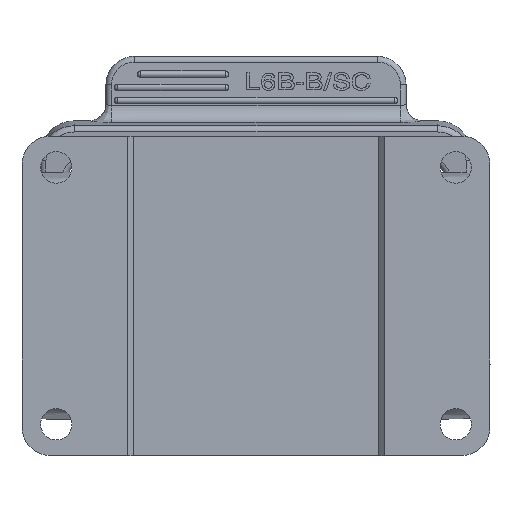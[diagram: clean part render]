
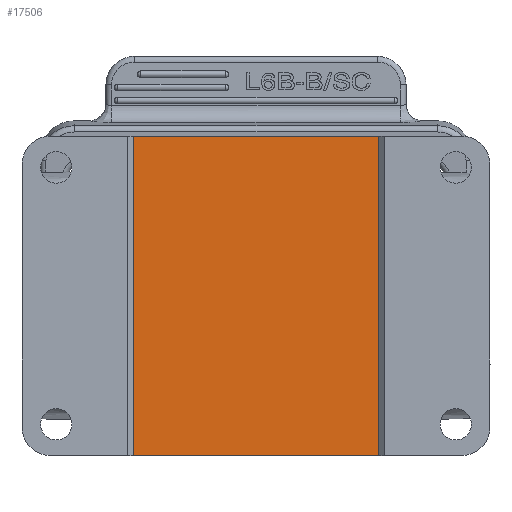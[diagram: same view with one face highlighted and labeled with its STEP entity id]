
A CAD part, front view. The second image highlights one B-rep face of the part: STEP entity #17506.
In plain terms, the highlighted planar face has unit normal (0, -1, 0).
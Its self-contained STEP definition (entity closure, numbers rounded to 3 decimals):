
#1457=DIRECTION('',(1.,0.,0.));
#1458=VECTOR('',#1457,43.);
#1459=CARTESIAN_POINT('',(20.5,1.,-56.));
#1460=LINE('',#1459,#1458);
#1859=DIRECTION('',(-1.,0.,0.));
#1860=VECTOR('',#1859,43.);
#1861=CARTESIAN_POINT('',(63.5,1.,0.));
#1862=LINE('',#1861,#1860);
#1909=DIRECTION('',(0.,0.,1.));
#1910=VECTOR('',#1909,56.);
#1911=CARTESIAN_POINT('',(63.5,1.,-56.));
#1912=LINE('',#1911,#1910);
#1913=DIRECTION('',(0.,0.,1.));
#1914=VECTOR('',#1913,56.);
#1915=CARTESIAN_POINT('',(20.5,1.,-56.));
#1916=LINE('',#1915,#1914);
#12324=CARTESIAN_POINT('',(20.5,1.,-56.));
#12325=VERTEX_POINT('',#12324);
#12326=CARTESIAN_POINT('',(63.5,1.,-56.));
#12327=VERTEX_POINT('',#12326);
#12406=CARTESIAN_POINT('',(63.5,1.,0.));
#12407=VERTEX_POINT('',#12406);
#12408=CARTESIAN_POINT('',(20.5,1.,
0.));
#12409=VERTEX_POINT('',#12408);
#17494=CARTESIAN_POINT('',(42.,1.,-28.));
#17495=DIRECTION('',(0.,1.,0.));
#17496=DIRECTION('',(0.,0.,1.));
#17497=AXIS2_PLACEMENT_3D('',#17494,#17495,#17496);
#17498=PLANE('',#17497);
#17499=ORIENTED_EDGE('',*,*,#16725,.F.);
#17501=ORIENTED_EDGE('',*,*,#17500,.T.);
#17502=ORIENTED_EDGE('',*,*,#17430,.F.);
#17503=ORIENTED_EDGE('',*,*,#17486,.F.);
#17504=EDGE_LOOP('',(#17499,#17501,#17502,#17503));
#17505=FACE_OUTER_BOUND('',#17504,.F.);
#16725=EDGE_CURVE('',#12325,#12327,#1460,.T.);
#17430=EDGE_CURVE('',#12407,#12409,#1862,.T.);
#17486=EDGE_CURVE('',#12327,#12407,#1912,.T.);
#17500=EDGE_CURVE('',#12325,#12409,#1916,.T.);
#17506=ADVANCED_FACE('',(#17505),#17498,.F.);
